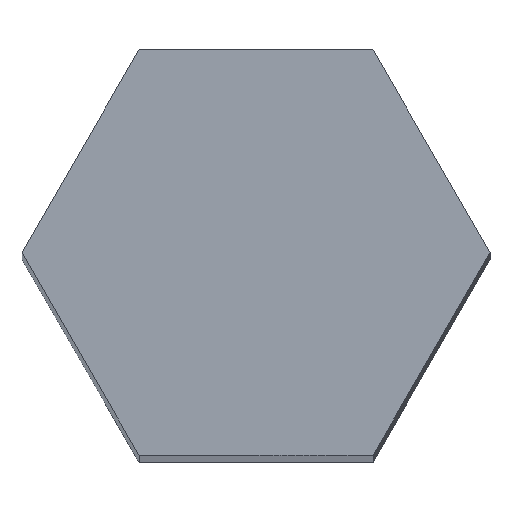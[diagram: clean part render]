
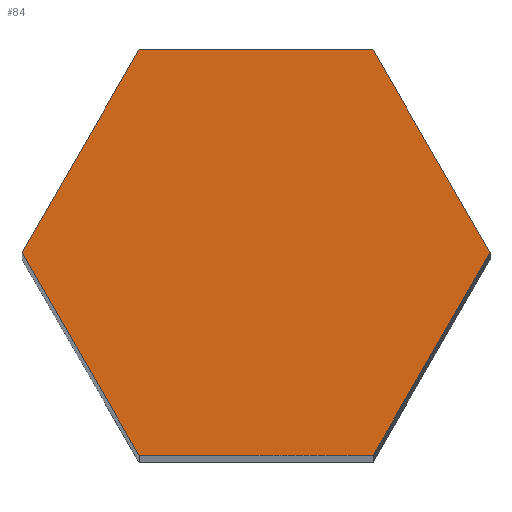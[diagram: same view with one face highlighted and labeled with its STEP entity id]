
A CAD part, top view. The second image highlights one B-rep face of the part: STEP entity #84.
In plain terms, the highlighted planar face has unit normal (0, 0, 1).
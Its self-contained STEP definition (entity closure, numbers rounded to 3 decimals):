
#1 = DIRECTION ( 'NONE',  ( 0.5, -0.866, 0. ) ) ;
#8 = VECTOR ( 'NONE', #220, 1000. ) ;
#9 = EDGE_CURVE ( 'NONE', #241, #100, #149, .T. ) ;
#17 = VERTEX_POINT ( 'NONE', #237 ) ;
#18 = DIRECTION ( 'NONE',  ( 1., 0., 0. ) ) ;
#21 = PLANE ( 'NONE',  #82 ) ;
#38 = VERTEX_POINT ( 'NONE', #102 ) ;
#39 = ORIENTED_EDGE ( 'NONE', *, *, #153, .T. ) ;
#45 = CARTESIAN_POINT ( 'NONE',  ( 0., 2.5, 50. ) ) ;
#57 = ORIENTED_EDGE ( 'NONE', *, *, #79, .T. ) ;
#61 = DIRECTION ( 'NONE',  ( -1., 0., 0. ) ) ;
#63 = LINE ( 'NONE', #246, #287 ) ;
#75 = EDGE_LOOP ( 'NONE', ( #225, #39, #115, #258, #57, #263 ) ) ;
#76 = DIRECTION ( 'NONE',  ( -0.5, -0.866, 0. ) ) ;
#79 = EDGE_CURVE ( 'NONE', #38, #241, #244, .T. ) ;
#82 = AXIS2_PLACEMENT_3D ( 'NONE', #177, #135, #18 ) ;
#84 = ADVANCED_FACE ( 'NONE', ( #247 ), #21, .T. ) ;
#85 = CARTESIAN_POINT ( 'NONE',  ( 2.165, 1.25, 50. ) ) ;
#100 = VERTEX_POINT ( 'NONE', #245 ) ;
#102 = CARTESIAN_POINT ( 'NONE',  ( 1.443, 2.5, 50. ) ) ;
#115 = ORIENTED_EDGE ( 'NONE', *, *, #272, .T. ) ;
#130 = DIRECTION ( 'NONE',  ( -0.5, 0.866, 0. ) ) ;
#135 = DIRECTION ( 'NONE',  ( 0., 0., 1. ) ) ;
#138 = CARTESIAN_POINT ( 'NONE',  ( 0., -2.5, 50. ) ) ;
#143 = VERTEX_POINT ( 'NONE', #269 ) ;
#149 = LINE ( 'NONE', #175, #231 ) ;
#153 = EDGE_CURVE ( 'NONE', #143, #188, #156, .T. ) ;
#156 = LINE ( 'NONE', #138, #8 ) ;
#175 = CARTESIAN_POINT ( 'NONE',  ( -2.165, 1.25, 50. ) ) ;
#177 = CARTESIAN_POINT ( 'NONE',  ( 0., 0., 50. ) ) ;
#184 = EDGE_CURVE ( 'NONE', #17, #38, #301, .T. ) ;
#185 = VECTOR ( 'NONE', #130, 1000. ) ;
#188 = VERTEX_POINT ( 'NONE', #222 ) ;
#210 = VECTOR ( 'NONE', #61, 1000. ) ;
#220 = DIRECTION ( 'NONE',  ( 1., 0., 0. ) ) ;
#222 = CARTESIAN_POINT ( 'NONE',  ( 1.443, -2.5, 50. ) ) ;
#224 = CARTESIAN_POINT ( 'NONE',  ( -1.443, 2.5, 50. ) ) ;
#225 = ORIENTED_EDGE ( 'NONE', *, *, #229, .T. ) ;
#229 = EDGE_CURVE ( 'NONE', #100, #143, #63, .T. ) ;
#231 = VECTOR ( 'NONE', #76, 1000. ) ;
#233 = LINE ( 'NONE', #283, #268 ) ;
#237 = CARTESIAN_POINT ( 'NONE',  ( 2.887, 0., 50. ) ) ;
#241 = VERTEX_POINT ( 'NONE', #224 ) ;
#244 = LINE ( 'NONE', #45, #210 ) ;
#245 = CARTESIAN_POINT ( 'NONE',  ( -2.887, 0., 50. ) ) ;
#246 = CARTESIAN_POINT ( 'NONE',  ( -2.165, -1.25, 50. ) ) ;
#247 = FACE_OUTER_BOUND ( 'NONE', #75, .T. ) ;
#257 = DIRECTION ( 'NONE',  ( 0.5, 0.866, 0. ) ) ;
#258 = ORIENTED_EDGE ( 'NONE', *, *, #184, .T. ) ;
#263 = ORIENTED_EDGE ( 'NONE', *, *, #9, .T. ) ;
#268 = VECTOR ( 'NONE', #257, 1000. ) ;
#269 = CARTESIAN_POINT ( 'NONE',  ( -1.443, -2.5, 50. ) ) ;
#272 = EDGE_CURVE ( 'NONE', #188, #17, #233, .T. ) ;
#283 = CARTESIAN_POINT ( 'NONE',  ( 2.165, -1.25, 50. ) ) ;
#287 = VECTOR ( 'NONE', #1, 1000. ) ;
#301 = LINE ( 'NONE', #85, #185 ) ;
